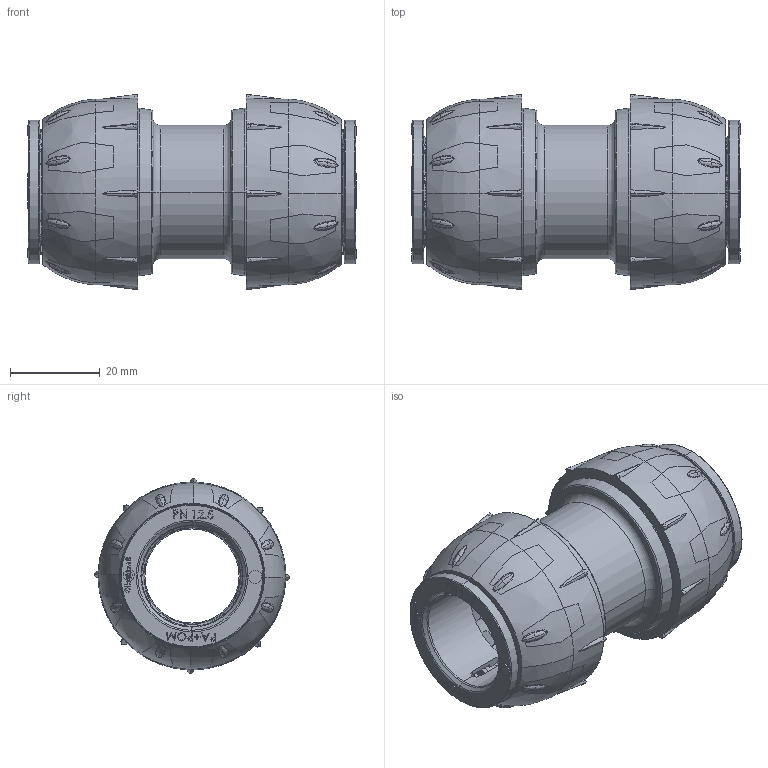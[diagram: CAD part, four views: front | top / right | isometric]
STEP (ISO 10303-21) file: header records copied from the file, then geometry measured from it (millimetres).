
FILE_DESCRIPTION (( 'STEP AP214' ), '1' );
FILE_NAME ('R210.022.022.STEP', '2019-10-24T14:17:08', ( '' ), ( '' ), 'SwSTEP 2.0', 'SolidWorks 2018', '' );
FILE_SCHEMA (( 'AUTOMOTIVE_DESIGN' ));
Length unit declared in the file: millimetre
Products named in the file (7): R216.022.000; OR_21.5x2.5; R210.022.022-L; R210.022.022; R209.022.002; R209.022.003; R209.022.001
Assembly tree (11 placements, depth 2):
  R210.022.022
    R210.022.022-L
    OR_21.5x2.5  x2
    R209.022.001  x2
    R209.022.003  x2
    R216.022.000  x2
    R209.022.002  x2
Bounding box: 73.2 x 43.63 x 43.63 mm (x, y, z)
Volume: 39596.1 mm3; surface area: 38175.2 mm2
Topology: 11 solids, 11 shells, 2058 faces, 5678 edges, 3688 vertices
Faces by surface type: bspline 626, plane 558, cylinder 508, torus 218, cone 116, sphere 32
Entity records: 47205 total; most frequent: CARTESIAN_POINT 23355, ORIENTED_EDGE 5726, DIRECTION 3739, EDGE_CURVE 2863, VERTEX_POINT 1870, AXIS2_PLACEMENT_3D 1410, B_SPLINE_CURVE_WITH_KNOTS 1256, EDGE_LOOP 1113
